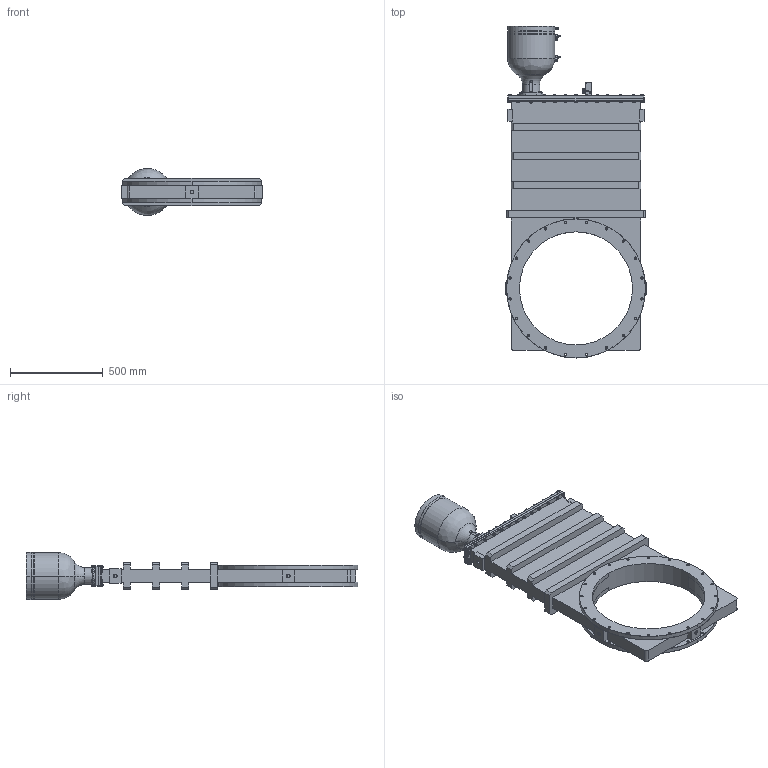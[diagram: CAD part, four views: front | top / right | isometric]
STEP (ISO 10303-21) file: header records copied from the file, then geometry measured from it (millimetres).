
FILE_DESCRIPTION((''),'2;1');
FILE_NAME('11212-2403R','2011-06-10T',('jd'),(''),'PRO/ENGINEER BY PARAMETRIC TECHNOLOGY CORPORATION, 2010280','PRO/ENGINEER BY PARAMETRIC TECHNOLOGY CORPORATION, 2010280','');
FILE_SCHEMA(('CONFIG_CONTROL_DESIGN'));
Products named in the file (1): 11212-2403R
Bounding box: 757.17 x 1789.38 x 253.75 mm (x, y, z)
Volume: 77108369 mm3; surface area: 3010872.1 mm2
Topology: 1 solids, 48 shells, 2079 faces, 4650 edges, 2848 vertices
Faces by surface type: plane 902, cone 684, cylinder 485, torus 4, sphere 2, bspline 2
Entity records: 69670 total; most frequent: CARTESIAN_POINT 23912, DIRECTION 9634, ORIENTED_EDGE 9170, EDGE_CURVE 4650, AXIS2_PLACEMENT_3D 3778, VERTEX_POINT 2848, EDGE_LOOP 2347, FACE_OUTER_BOUND 2079
